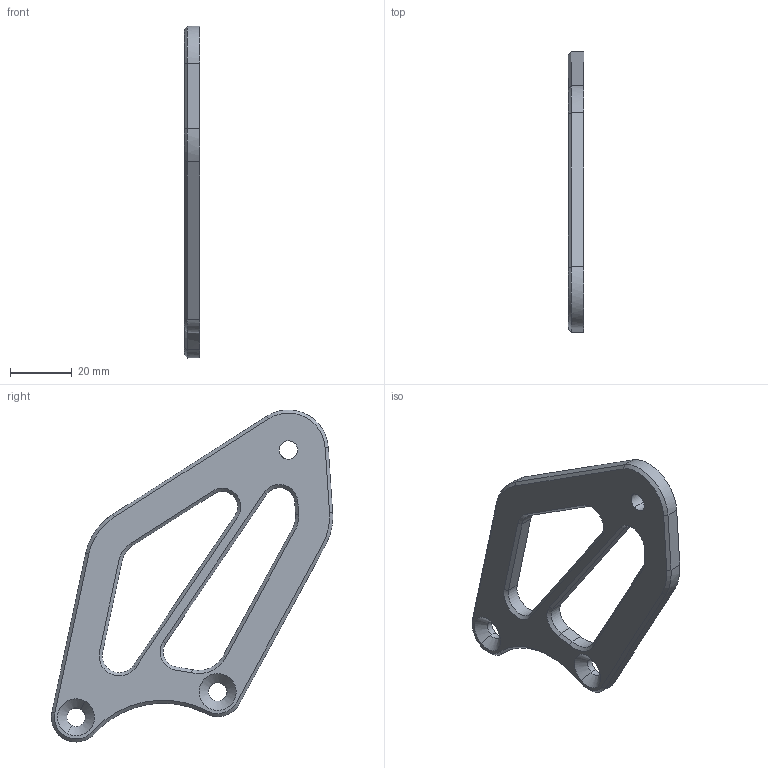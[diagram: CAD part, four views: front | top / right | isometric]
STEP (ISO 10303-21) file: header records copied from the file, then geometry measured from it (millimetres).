
FILE_DESCRIPTION(/* description */ (''),/* implementation_level */ '2;1');
FILE_NAME(/* name */ 'PARATA~2',/* time_stamp */ '2022-08-25T14:02:22+02:00',/* author */ (''),/* organization */ (''),/* preprocessor_version */ 'ST-DEVELOPER v16.5',/* originating_system */ '',/* authorisation */ '');
FILE_SCHEMA (('AUTOMOTIVE_DESIGN_CC2'));
Length unit declared in the file: millimetre
Products named in the file (1): Document
Bounding box: 5 x 91.17 x 107.62 mm (x, y, z)
Volume: 18585 mm3; surface area: 10657 mm2
Topology: 1 solids, 1 shells, 60 faces, 155 edges, 106 vertices
Faces by surface type: bspline 60
Entity records: 3747 total; most frequent: CARTESIAN_POINT 1867, B_SPLINE_CURVE_WITH_KNOTS 349, ORIENTED_EDGE 292, PCURVE 292, DEFINITIONAL_REPRESENTATION 292, SURFACE_CURVE 146, EDGE_CURVE 146, VERTEX_POINT 88
